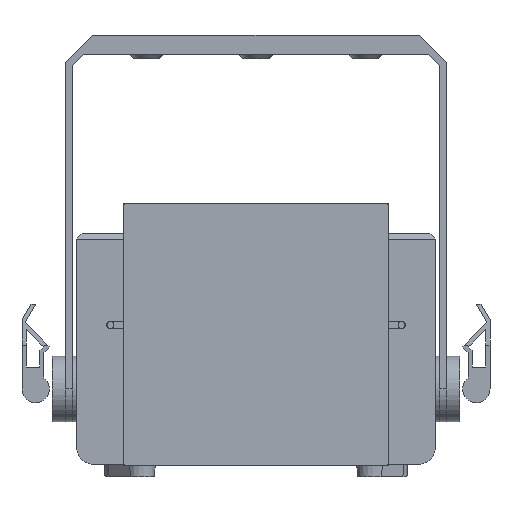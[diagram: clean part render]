
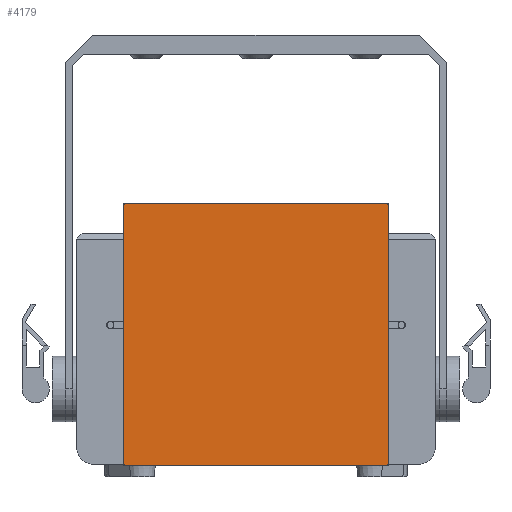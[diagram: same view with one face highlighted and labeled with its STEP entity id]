
A CAD part, front view. The second image highlights one B-rep face of the part: STEP entity #4179.
In plain terms, the highlighted planar face has unit normal (0, -1, 0).
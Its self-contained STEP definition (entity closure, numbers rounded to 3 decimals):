
#273=PLANE('',#4581);
#514=FACE_OUTER_BOUND('',#804,.T.);
#804=EDGE_LOOP('',(#3836,#3837,#3838,#3839));
#1348=LINE('',#6900,#1786);
#1352=LINE('',#6908,#1790);
#1355=LINE('',#6914,#1793);
#1358=LINE('',#6919,#1796);
#1786=VECTOR('',#5711,10.);
#1790=VECTOR('',#5717,10.);
#1793=VECTOR('',#5722,10.);
#1796=VECTOR('',#5727,10.);
#2172=VERTEX_POINT('',#6898);
#2173=VERTEX_POINT('',#6899);
#2176=VERTEX_POINT('',#6907);
#2178=VERTEX_POINT('',#6913);
#2726=EDGE_CURVE('',#2172,#2173,#1348,.T.);
#2730=EDGE_CURVE('',#2173,#2176,#1352,.T.);
#2733=EDGE_CURVE('',#2176,#2178,#1355,.T.);
#2736=EDGE_CURVE('',#2178,#2172,#1358,.T.);
#3836=ORIENTED_EDGE('',*,*,#2726,.F.);
#3837=ORIENTED_EDGE('',*,*,#2736,.F.);
#3838=ORIENTED_EDGE('',*,*,#2733,.F.);
#3839=ORIENTED_EDGE('',*,*,#2730,.F.);
#4179=ADVANCED_FACE('',(#514),#273,.F.);
#4581=AXIS2_PLACEMENT_3D('',#6921,#5729,#5730);
#5711=DIRECTION('',(-1.,0.,0.));
#5717=DIRECTION('',(0.,0.,1.));
#5722=DIRECTION('',(1.,0.,0.));
#5727=DIRECTION('',(0.,0.,-1.));
#5729=DIRECTION('center_axis',(0.,1.,0.));
#5730=DIRECTION('ref_axis',(1.,0.,0.));
#6898=CARTESIAN_POINT('',(96.762,-175.,-95.762));
#6899=CARTESIAN_POINT('',(-96.762,-175.,-95.762));
#6900=CARTESIAN_POINT('',(3.5,-175.,-95.762));
#6907=CARTESIAN_POINT('',(-96.762,-175.,95.762));
#6908=CARTESIAN_POINT('',(-96.762,-175.,-2.5));
#6913=CARTESIAN_POINT('',(96.762,-175.,95.762));
#6914=CARTESIAN_POINT('',(-3.5,-175.,95.762));
#6919=CARTESIAN_POINT('',(96.762,-175.,2.5));
#6921=CARTESIAN_POINT('Origin',(0.,-175.,0.));
